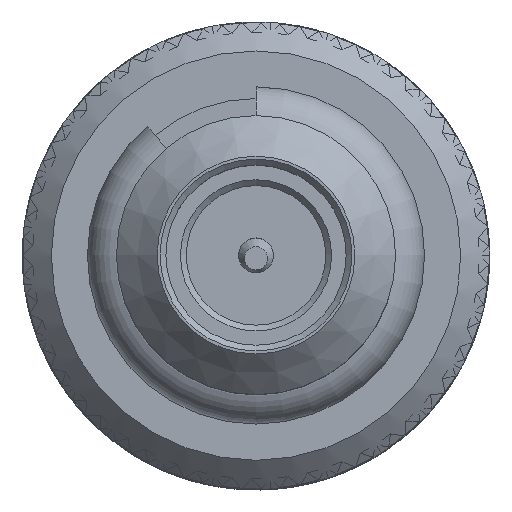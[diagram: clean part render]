
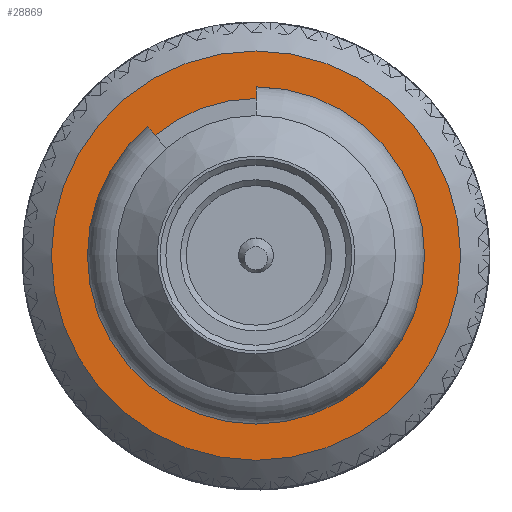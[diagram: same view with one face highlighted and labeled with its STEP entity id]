
A CAD part, top view. The second image highlights one B-rep face of the part: STEP entity #28869.
In plain terms, the highlighted planar face has unit normal (0, 0, 1).
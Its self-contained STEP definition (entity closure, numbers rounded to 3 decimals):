
#28869 = ADVANCED_FACE( '', ( #60522, #60523 ), #60524, .F. );
#60522 = FACE_OUTER_BOUND( '', #409910, .T. );
#60523 = FACE_BOUND( '', #409911, .T. );
#60524 = PLANE( '', #409912 );
#409910 = EDGE_LOOP( '', ( #568008 ) );
#409911 = EDGE_LOOP( '', ( #568009 ) );
#409912 = AXIS2_PLACEMENT_3D( '', #568010, #568011, #568012 );
#568008 = ORIENTED_EDGE( '', *, *, #588062, .T. );
#568009 = ORIENTED_EDGE( '', *, *, #597847, .T. );
#568010 = CARTESIAN_POINT( '', ( 0., 0., 0. ) );
#568011 = DIRECTION( '', ( 0., 0., -1. ) );
#568012 = DIRECTION( '', ( -1., 0., 0. ) );
#588062 = EDGE_CURVE( '', #626132, #626132, #626133, .F. );
#597847 = EDGE_CURVE( '', #640741, #640741, #640742, .T. );
#626132 = VERTEX_POINT( '', #702461 );
#626133 = CIRCLE( '', #702462, 1.76 );
#640741 = VERTEX_POINT( '', #780412 );
#640742 = CIRCLE( '', #780413, 1.35 );
#702461 = CARTESIAN_POINT( '', ( -1.76, 0., 0. ) );
#702462 = AXIS2_PLACEMENT_3D( '', #906926, #906927, #906928 );
#780412 = CARTESIAN_POINT( '', ( -1.35, 0., 0. ) );
#780413 = AXIS2_PLACEMENT_3D( '', #907751, #907752, #907753 );
#906926 = CARTESIAN_POINT( '', ( 0., 0., 0. ) );
#906927 = DIRECTION( '', ( 0., 0., -1. ) );
#906928 = DIRECTION( '', ( -1., 0., 0. ) );
#907751 = CARTESIAN_POINT( '', ( 0., 0., 0. ) );
#907752 = DIRECTION( '', ( 0., 0., -1. ) );
#907753 = DIRECTION( '', ( -1., 0., 0. ) );
